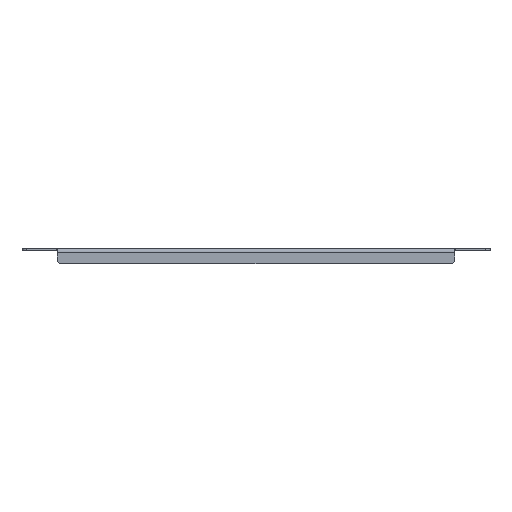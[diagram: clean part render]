
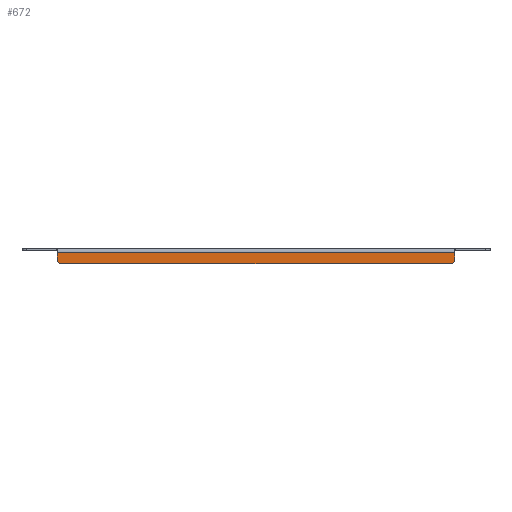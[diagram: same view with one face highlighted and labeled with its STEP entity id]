
A CAD part, left-side view. The second image highlights one B-rep face of the part: STEP entity #672.
In plain terms, the highlighted planar face has unit normal (-1, 0, 0).
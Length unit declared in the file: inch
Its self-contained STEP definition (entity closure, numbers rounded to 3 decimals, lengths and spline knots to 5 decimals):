
#21 = DIRECTION ( 'NONE',  ( 0., 0., 1. ) ) ;
#43 = VECTOR ( 'NONE', #829, 39.37008 ) ;
#75 = VERTEX_POINT ( 'NONE', #1789 ) ;
#159 = DIRECTION ( 'NONE',  ( 0., 0., 1. ) ) ;
#171 = CARTESIAN_POINT ( 'NONE',  ( -8.46875, -11.21875, -0.625 ) ) ;
#190 = DIRECTION ( 'NONE',  ( -1., 0., 0. ) ) ;
#196 = CARTESIAN_POINT ( 'NONE',  ( -8.46875, -11.46875, -0.625 ) ) ;
#209 = CARTESIAN_POINT ( 'NONE',  ( -8.46875, 11.21875, -0.625 ) ) ;
#291 = LINE ( 'NONE', #905, #389 ) ;
#374 = ORIENTED_EDGE ( 'NONE', *, *, #733, .F. ) ;
#383 = ORIENTED_EDGE ( 'NONE', *, *, #523, .F. ) ;
#389 = VECTOR ( 'NONE', #1211, 39.37008 ) ;
#442 = EDGE_LOOP ( 'NONE', ( #374, #444, #1047, #1426, #922, #383 ) ) ;
#444 = ORIENTED_EDGE ( 'NONE', *, *, #1291, .F. ) ;
#467 = DIRECTION ( 'NONE',  ( 1., 0., 0. ) ) ;
#473 = PLANE ( 'NONE',  #1796 ) ;
#523 = EDGE_CURVE ( 'NONE', #1467, #75, #664, .T. ) ;
#553 = VECTOR ( 'NONE', #159, 39.37008 ) ;
#590 = CARTESIAN_POINT ( 'NONE',  ( -8.46875, 11.46875, -0.556 ) ) ;
#608 = CIRCLE ( 'NONE', #964, 0.25 ) ;
#610 = VECTOR ( 'NONE', #1433, 39.37008 ) ;
#656 = CARTESIAN_POINT ( 'NONE',  ( -8.46875, -11.46875, -0.556 ) ) ;
#664 = LINE ( 'NONE', #1271, #610 ) ;
#672 = ADVANCED_FACE ( 'NONE', ( #1959 ), #473, .T. ) ;
#695 = CARTESIAN_POINT ( 'NONE',  ( -8.46875, 11.46875, -0.237 ) ) ;
#733 = EDGE_CURVE ( 'NONE', #1578, #1467, #1233, .T. ) ;
#783 = EDGE_CURVE ( 'NONE', #75, #1923, #952, .T. ) ;
#802 = VERTEX_POINT ( 'NONE', #1263 ) ;
#829 = DIRECTION ( 'NONE',  ( 0., 0., -1. ) ) ;
#905 = CARTESIAN_POINT ( 'NONE',  ( -8.46875, 0., -0.875 ) ) ;
#922 = ORIENTED_EDGE ( 'NONE', *, *, #783, .F. ) ;
#952 = LINE ( 'NONE', #656, #43 ) ;
#964 = AXIS2_PLACEMENT_3D ( 'NONE', #171, #467, #21 ) ;
#1047 = ORIENTED_EDGE ( 'NONE', *, *, #1106, .F. ) ;
#1061 = DIRECTION ( 'NONE',  ( 0., 0., 1. ) ) ;
#1106 = EDGE_CURVE ( 'NONE', #1743, #802, #291, .T. ) ;
#1180 = CIRCLE ( 'NONE', #1682, 0.25 ) ;
#1211 = DIRECTION ( 'NONE',  ( 0., 1., 0. ) ) ;
#1233 = LINE ( 'NONE', #590, #553 ) ;
#1263 = CARTESIAN_POINT ( 'NONE',  ( -8.46875, 11.21875, -0.875 ) ) ;
#1271 = CARTESIAN_POINT ( 'NONE',  ( -8.46875, -11.46875, -0.237 ) ) ;
#1291 = EDGE_CURVE ( 'NONE', #802, #1578, #1180, .T. ) ;
#1383 = DIRECTION ( 'NONE',  ( 0., 0., 1. ) ) ;
#1426 = ORIENTED_EDGE ( 'NONE', *, *, #1725, .F. ) ;
#1433 = DIRECTION ( 'NONE',  ( 0., -1., 0. ) ) ;
#1467 = VERTEX_POINT ( 'NONE', #695 ) ;
#1533 = DIRECTION ( 'NONE',  ( 1., 0., 0. ) ) ;
#1578 = VERTEX_POINT ( 'NONE', #1731 ) ;
#1679 = CARTESIAN_POINT ( 'NONE',  ( -8.46875, -11.21875, -0.875 ) ) ;
#1682 = AXIS2_PLACEMENT_3D ( 'NONE', #209, #1533, #1383 ) ;
#1725 = EDGE_CURVE ( 'NONE', #1923, #1743, #608, .T. ) ;
#1731 = CARTESIAN_POINT ( 'NONE',  ( -8.46875, 11.46875, -0.625 ) ) ;
#1743 = VERTEX_POINT ( 'NONE', #1679 ) ;
#1789 = CARTESIAN_POINT ( 'NONE',  ( -8.46875, -11.46875, -0.237 ) ) ;
#1796 = AXIS2_PLACEMENT_3D ( 'NONE', #1846, #190, #1061 ) ;
#1846 = CARTESIAN_POINT ( 'NONE',  ( -8.46875, 13.34375, 0. ) ) ;
#1923 = VERTEX_POINT ( 'NONE', #196 ) ;
#1959 = FACE_OUTER_BOUND ( 'NONE', #442, .T. ) ;
